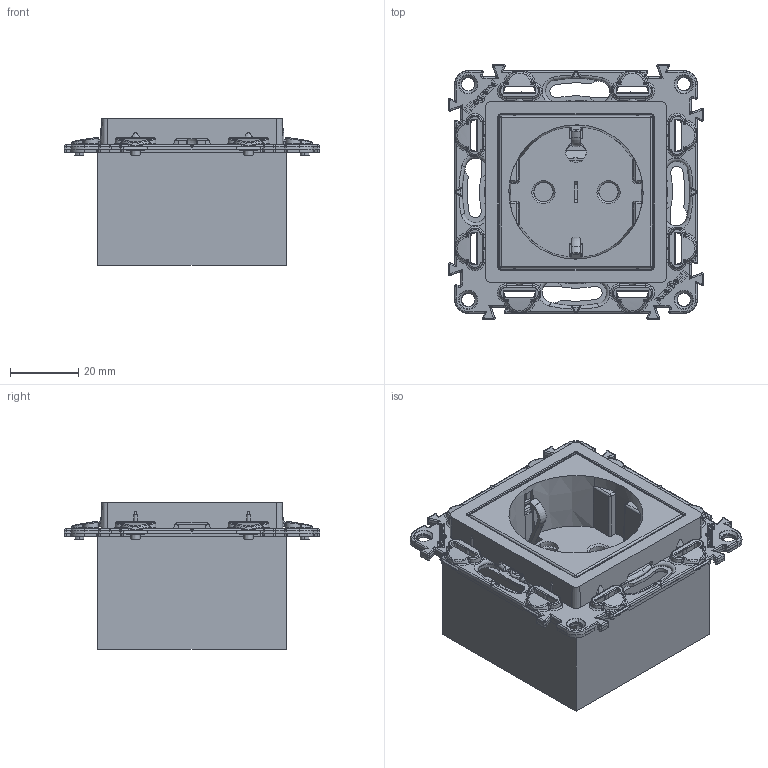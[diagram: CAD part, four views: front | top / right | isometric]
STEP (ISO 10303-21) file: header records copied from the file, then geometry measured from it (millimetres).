
FILE_DESCRIPTION(('CATIA V5 STEP Exchange','CAx-IF Rec.Pracs.--- Model Styling and Organization---1.4--- 2014-01-23'),'2;1');
FILE_NAME('753131_AllCATPart.stp','2020-02-13T10:47:51+00:00',('none'),('none'),'CATIA Version 5-6 Release 2017 SP3','CATIA V5 STEP AP214','none');
FILE_SCHEMA(('AUTOMOTIVE_DESIGN { 1 0 10303 214 1 1 1 1 }'));
Products named in the file (1): 753131_AllCATPart
Bounding box: 74.7 x 74.7 x 42.9 mm (x, y, z)
Volume: 101458.8 mm3; surface area: 38314.6 mm2
Topology: 1 solids, 6 shells, 7579 faces, 22062 edges, 14422 vertices
Faces by surface type: plane 5880, cylinder 761, bspline 347, cone 312, torus 184, extrusion 55, sphere 40
Entity records: 293459 total; most frequent: CARTESIAN_POINT 98568, ORIENTED_EDGE 43980, DIRECTION 30901, EDGE_CURVE 21990, VECTOR 16949, LINE 16894, VERTEX_POINT 14422, EDGE_LOOP 7828
